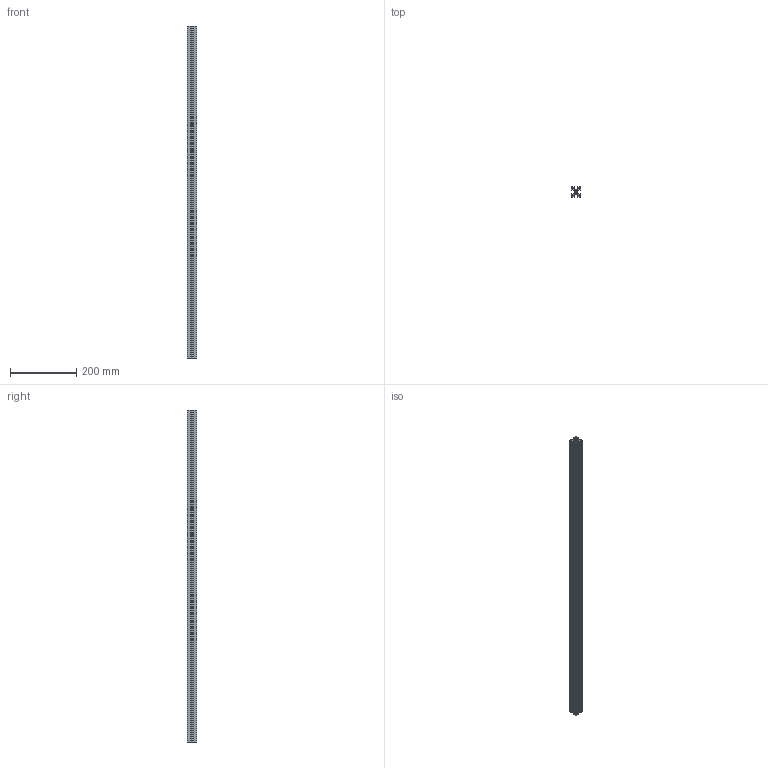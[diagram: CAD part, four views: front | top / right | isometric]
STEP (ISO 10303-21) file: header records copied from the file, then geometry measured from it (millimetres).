
FILE_DESCRIPTION (( 'STEP AP203' ), '1' );
FILE_NAME ('30 x 30 SÝGMA PROFÝL.STEP', '2013-07-29T14:33:29', ( 'Kadir' ), ( '' ), 'SwSTEP 2.0', 'SolidWorks 2013', '' );
FILE_SCHEMA (( 'CONFIG_CONTROL_DESIGN' ));
Length unit declared in the file: millimetre
Products named in the file (1): 30 x 30 SÝGMA PROFÝL
Bounding box: 30 x 30 x 1000 mm (x, y, z)
Volume: 321558.4 mm3; surface area: 330967 mm2
Topology: 1 solids, 1 shells, 123 faces, 363 edges, 242 vertices
Faces by surface type: plane 90, cylinder 33
Entity records: 4180 total; most frequent: CARTESIAN_POINT 729, ORIENTED_EDGE 726, DIRECTION 677, EDGE_CURVE 363, VECTOR 297, LINE 297, VERTEX_POINT 242, AXIS2_PLACEMENT_3D 190
